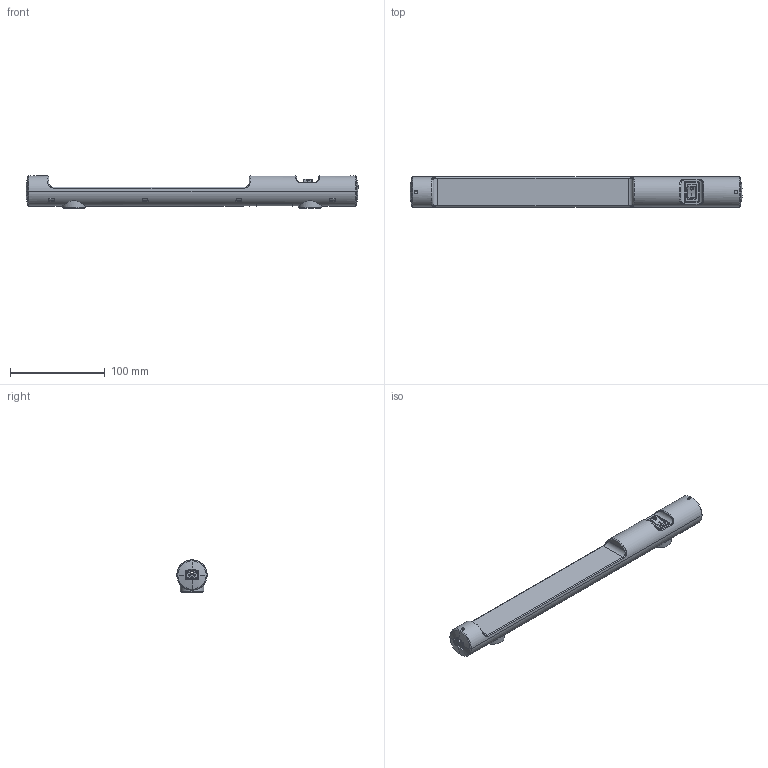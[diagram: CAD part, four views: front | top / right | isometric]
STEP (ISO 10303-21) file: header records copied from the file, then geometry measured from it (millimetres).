
FILE_DESCRIPTION(('STEP AP214'),'1');
FILE_NAME('cctmp_3406F15B-611B-4F6F-BB57-7E9D4E6A4DE5_2023_07_24_21_23_24_0089..stp','2023-07-24T19:23:27',('SIEMENS A&D'),('CADClick - www.CADClick.com'),'Spatial InterOp 3D postprocessed',' ','unknown authorization');
FILE_SCHEMA(('AUTOMOTIVE_DESIGN'));
Length unit declared in the file: millimetre
Products named in the file (380): cc_unnamed; 2023_07_24_21_23_24_0011; 2023_07_24_21_23_23_0979; 2023_07_24_21_23_23_0948; 2023_07_24_21_23_23_0917; 2023_07_24_21_23_23_0886; 2023_07_24_21_23_23_0854; 2023_07_24_21_23_23_0823; 2023_07_24_21_23_23_0792; 2023_07_24_21_23_23_0761; 2023_07_24_21_23_23_0729; 2023_07_24_21_23_23_0698; 2023_07_24_21_23_23_0666; 2023_07_24_21_23_23_0635; 2023_07_24_21_23_23_0603; 2023_07_24_21_23_23_0572; 2023_07_24_21_23_23_0541; 2023_07_24_21_23_23_0510; 2023_07_24_21_23_23_0478; 2023_07_24_21_23_23_0447; 2023_07_24_21_23_23_0416; 2023_07_24_21_23_23_0384; 2023_07_24_21_23_23_0353; 2023_07_24_21_23_23_0322; 2023_07_24_21_23_23_0291; 2023_07_24_21_23_23_0260; 2023_07_24_21_23_23_0228; 2023_07_24_21_23_23_0197; 2023_07_24_21_23_23_0166; 2023_07_24_21_23_23_0135; 2023_07_24_21_23_23_0103; 2023_07_24_21_23_23_0072; 2023_07_24_21_23_23_0041; 2023_07_24_21_23_23_0010; 2023_07_24_21_23_22_0978; 2023_07_24_21_23_22_0947; 2023_07_24_21_23_22_0916; 2023_07_24_21_23_22_0885; 2023_07_24_21_23_22_0853; 2023_07_24_21_23_22_0822 ...
Assembly tree (379 placements, depth 2):
  cc_unnamed
    2023_07_24_21_23_24_0011
    2023_07_24_21_23_23_0979
    2023_07_24_21_23_23_0948
    2023_07_24_21_23_23_0917
    2023_07_24_21_23_23_0886
    2023_07_24_21_23_23_0854
    2023_07_24_21_23_23_0823
    2023_07_24_21_23_23_0792
    2023_07_24_21_23_23_0761
    2023_07_24_21_23_23_0729
    2023_07_24_21_23_23_0698
    2023_07_24_21_23_23_0666
    2023_07_24_21_23_23_0635
    2023_07_24_21_23_23_0603
    2023_07_24_21_23_23_0572
    2023_07_24_21_23_23_0541
    2023_07_24_21_23_23_0510
    2023_07_24_21_23_23_0478
    2023_07_24_21_23_23_0447
    2023_07_24_21_23_23_0416
    2023_07_24_21_23_23_0384
    2023_07_24_21_23_23_0353
    2023_07_24_21_23_23_0322
    2023_07_24_21_23_23_0291
    2023_07_24_21_23_23_0260
    2023_07_24_21_23_23_0228
    2023_07_24_21_23_23_0197
    2023_07_24_21_23_23_0166
    2023_07_24_21_23_23_0135
    2023_07_24_21_23_23_0103
    2023_07_24_21_23_23_0072
    2023_07_24_21_23_23_0041
    2023_07_24_21_23_23_0010
    2023_07_24_21_23_22_0978
    2023_07_24_21_23_22_0947
    2023_07_24_21_23_22_0916
    2023_07_24_21_23_22_0885
    2023_07_24_21_23_22_0853
    2023_07_24_21_23_22_0822
    2023_07_24_21_23_22_0791
    2023_07_24_21_23_22_0759
    2023_07_24_21_23_22_0728
    2023_07_24_21_23_22_0697
    2023_07_24_21_23_22_0665
    2023_07_24_21_23_22_0633
    2023_07_24_21_23_22_0602
    2023_07_24_21_23_22_0571
    2023_07_24_21_23_22_0540
    2023_07_24_21_23_22_0508
    2023_07_24_21_23_22_0477
    2023_07_24_21_23_22_0446
    2023_07_24_21_23_22_0413
    2023_07_24_21_23_22_0409
    2023_07_24_21_23_22_0378
    2023_07_24_21_23_22_0347
    2023_07_24_21_23_22_0316
    2023_07_24_21_23_22_0284
    2023_07_24_21_23_22_0253
    2023_07_24_21_23_22_0222
Bounding box: 351.2 x 32 x 34 mm (x, y, z)
Surface area: 51604.4 mm2 (no closed solid volume)
Topology: 0 solids, 384 shells, 384 faces, 2380 edges, 2373 vertices
Faces by surface type: plane 189, cylinder 137, bspline 24, cone 20, sphere 14
Entity records: 39770 total; most frequent: CARTESIAN_POINT 11097, DIRECTION 4317, ORIENTED_EDGE 2373, EDGE_CURVE 2373, VERTEX_POINT 2373, AXIS2_PLACEMENT_3D 1462, LINE 1393, VECTOR 1393
